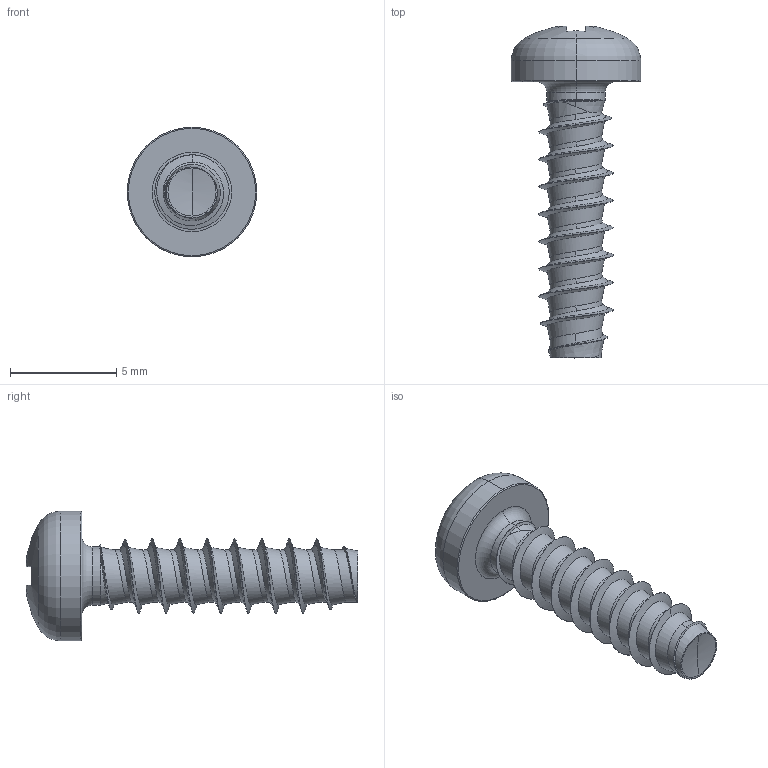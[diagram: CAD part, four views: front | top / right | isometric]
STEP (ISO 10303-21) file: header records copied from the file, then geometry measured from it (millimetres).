
FILE_DESCRIPTION (( 'STEP AP203' ), '1' );
FILE_NAME ('STP220350130.STEP', '2017-08-15T02:54:30', ( '' ), ( '' ), 'SwSTEP 2.0', 'SolidWorks 2015', '' );
FILE_SCHEMA (( 'CONFIG_CONTROL_DESIGN' ));
Length unit declared in the file: millimetre
Products named in the file (1): STP220350130
Bounding box: 6.1 x 15.63 x 6.1 mm (x, y, z)
Volume: 128.2 mm3; surface area: 262.2 mm2
Topology: 1 solids, 1 shells, 194 faces, 469 edges, 277 vertices
Faces by surface type: bspline 55, cylinder 44, torus 36, plane 30, sphere 20, cone 9
Entity records: 17831 total; most frequent: CARTESIAN_POINT 13751, ORIENTED_EDGE 934, DIRECTION 745, EDGE_CURVE 467, AXIS2_PLACEMENT_3D 328, VERTEX_POINT 277, EDGE_LOOP 196, ADVANCED_FACE 194
